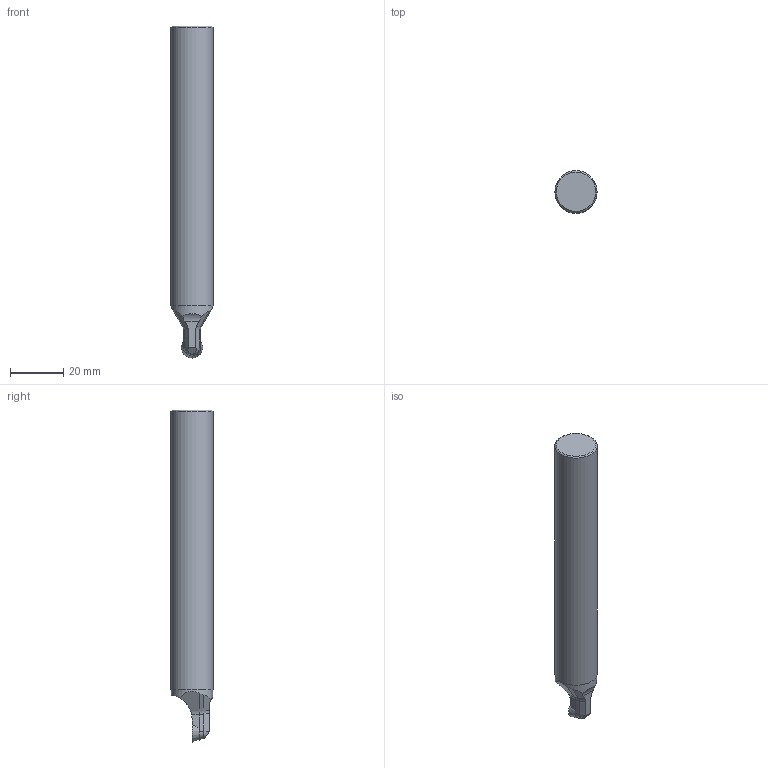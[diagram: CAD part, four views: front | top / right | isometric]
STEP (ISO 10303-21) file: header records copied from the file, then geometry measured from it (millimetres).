
FILE_DESCRIPTION(/* description */ (''),/* implementation_level */ '2;1');
FILE_NAME(/* name */ '1542267131200.stp',/* time_stamp */ '2018-11-15T13:02:27+06:00',/* author */ (''),/* organization */ ('SMS'),/* preprocessor_version */ 'ST-DEVELOPER v15',/* originating_system */ 'SIEMENS PLM Software NX 8.5',/* authorisation */ '');
FILE_SCHEMA (('AUTOMOTIVE_DESIGN { 1 0 10303 214 3 1 1 1 }'));
Length unit declared in the file: millimetre
Products named in the file (4): 201738059mod000_00; ASSEMBLY_CONSTRUCTION; 201927772mod000_00; 201927769mod000_00
Assembly tree (3 placements, depth 2):
  201927769mod000_00
    201927772mod000_00
    ASSEMBLY_CONSTRUCTION
    201738059mod000_00
Bounding box: 15.88 x 15.88 x 125 mm (x, y, z)
Volume: 22160.6 mm3; surface area: 6241.9 mm2
Topology: 2 solids, 2 shells, 42 faces, 104 edges, 74 vertices
Faces by surface type: plane 21, cylinder 12, cone 5, bspline 2, torus 2
Full cylindrical faces by diameter (mm): 2.8 x2, 15.575 x1, 15.875 x1
Entity records: 1505 total; most frequent: CARTESIAN_POINT 409, DIRECTION 217, ORIENTED_EDGE 176, AXIS2_PLACEMENT_3D 91, EDGE_CURVE 88, VERTEX_POINT 62, EDGE_LOOP 56, ADVANCED_FACE 42
